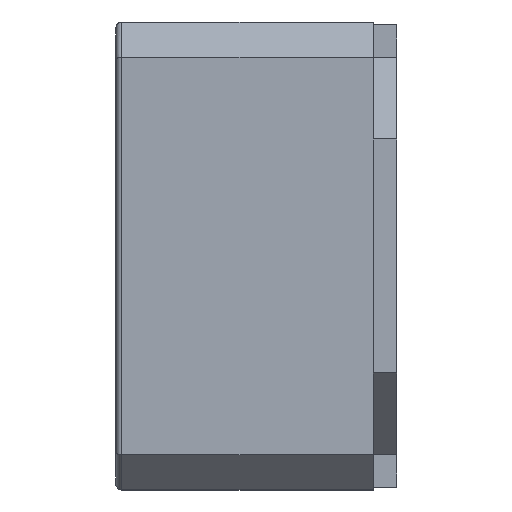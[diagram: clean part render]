
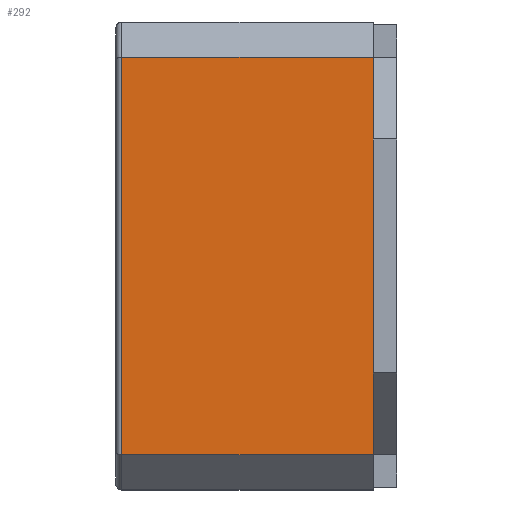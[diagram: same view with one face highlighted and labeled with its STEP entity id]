
A CAD part, left-side view. The second image highlights one B-rep face of the part: STEP entity #292.
In plain terms, the highlighted planar face has unit normal (-1, 0, 0).
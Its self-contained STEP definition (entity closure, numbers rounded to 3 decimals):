
#39 = ORIENTED_EDGE ( 'NONE', *, *, #1732, .T. ) ;
#137 = VERTEX_POINT ( 'NONE', #612 ) ;
#271 = VECTOR ( 'NONE', #2183, 1000. ) ;
#292 = ADVANCED_FACE ( 'NONE', ( #661 ), #2973, .F. ) ;
#359 = VECTOR ( 'NONE', #1251, 1000. ) ;
#373 = CARTESIAN_POINT ( 'NONE',  ( -2., 0.2, 2. ) ) ;
#396 = VECTOR ( 'NONE', #4265, 1000. ) ;
#421 = CARTESIAN_POINT ( 'NONE',  ( -2., 2.4, 1.7 ) ) ;
#527 = VERTEX_POINT ( 'NONE', #3797 ) ;
#612 = CARTESIAN_POINT ( 'NONE',  ( -2., 0.2, -1.7 ) ) ;
#624 = ORIENTED_EDGE ( 'NONE', *, *, #3413, .T. ) ;
#661 = FACE_OUTER_BOUND ( 'NONE', #970, .T. ) ;
#831 = LINE ( 'NONE', #3486, #1303 ) ;
#865 = VECTOR ( 'NONE', #3636, 1000. ) ;
#966 = LINE ( 'NONE', #2871, #271 ) ;
#967 = CARTESIAN_POINT ( 'NONE',  ( -2., 2.35, -1.7 ) ) ;
#970 = EDGE_LOOP ( 'NONE', ( #39, #4619, #3192, #2148, #2371, #624 ) ) ;
#1066 = AXIS2_PLACEMENT_3D ( 'NONE', #1857, #1905, #1532 ) ;
#1251 = DIRECTION ( 'NONE',  ( 0., 0., -1. ) ) ;
#1257 = LINE ( 'NONE', #421, #3958 ) ;
#1303 = VECTOR ( 'NONE', #1311, 1000. ) ;
#1311 = DIRECTION ( 'NONE',  ( 0., 0., 1. ) ) ;
#1351 = EDGE_CURVE ( 'NONE', #527, #3799, #3254, .T. ) ;
#1507 = LINE ( 'NONE', #373, #865 ) ;
#1532 = DIRECTION ( 'NONE',  ( 0., 0., -1. ) ) ;
#1647 = EDGE_CURVE ( 'NONE', #3799, #137, #966, .T. ) ;
#1732 = EDGE_CURVE ( 'NONE', #4441, #527, #1257, .T. ) ;
#1857 = CARTESIAN_POINT ( 'NONE',  ( -2., 2.4, 2. ) ) ;
#1905 = DIRECTION ( 'NONE',  ( 1., 0., 0. ) ) ;
#2148 = ORIENTED_EDGE ( 'NONE', *, *, #3837, .T. ) ;
#2183 = DIRECTION ( 'NONE',  ( 0., -1., 0. ) ) ;
#2239 = CARTESIAN_POINT ( 'NONE',  ( -2., 0.2, 1. ) ) ;
#2249 = DIRECTION ( 'NONE',  ( 0., 1., 0. ) ) ;
#2262 = VERTEX_POINT ( 'NONE', #2239 ) ;
#2264 = CARTESIAN_POINT ( 'NONE',  ( -2., 0.2, -1. ) ) ;
#2371 = ORIENTED_EDGE ( 'NONE', *, *, #2844, .T. ) ;
#2676 = CARTESIAN_POINT ( 'NONE',  ( -2., 2.35, -1.7 ) ) ;
#2844 = EDGE_CURVE ( 'NONE', #3144, #2262, #1507, .T. ) ;
#2871 = CARTESIAN_POINT ( 'NONE',  ( -2., 2.4, -1.7 ) ) ;
#2973 = PLANE ( 'NONE',  #1066 ) ;
#3144 = VERTEX_POINT ( 'NONE', #2264 ) ;
#3192 = ORIENTED_EDGE ( 'NONE', *, *, #1647, .T. ) ;
#3254 = LINE ( 'NONE', #2676, #359 ) ;
#3413 = EDGE_CURVE ( 'NONE', #2262, #4441, #4073, .T. ) ;
#3486 = CARTESIAN_POINT ( 'NONE',  ( -2., 0.2, 2. ) ) ;
#3553 = CARTESIAN_POINT ( 'NONE',  ( -2., 0.2, 2. ) ) ;
#3636 = DIRECTION ( 'NONE',  ( 0., 0., 1. ) ) ;
#3753 = CARTESIAN_POINT ( 'NONE',  ( -2., 0.2, 1.7 ) ) ;
#3797 = CARTESIAN_POINT ( 'NONE',  ( -2., 2.35, 1.7 ) ) ;
#3799 = VERTEX_POINT ( 'NONE', #967 ) ;
#3837 = EDGE_CURVE ( 'NONE', #137, #3144, #831, .T. ) ;
#3958 = VECTOR ( 'NONE', #2249, 1000. ) ;
#4073 = LINE ( 'NONE', #3553, #396 ) ;
#4265 = DIRECTION ( 'NONE',  ( 0., 0., 1. ) ) ;
#4441 = VERTEX_POINT ( 'NONE', #3753 ) ;
#4619 = ORIENTED_EDGE ( 'NONE', *, *, #1351, .T. ) ;
